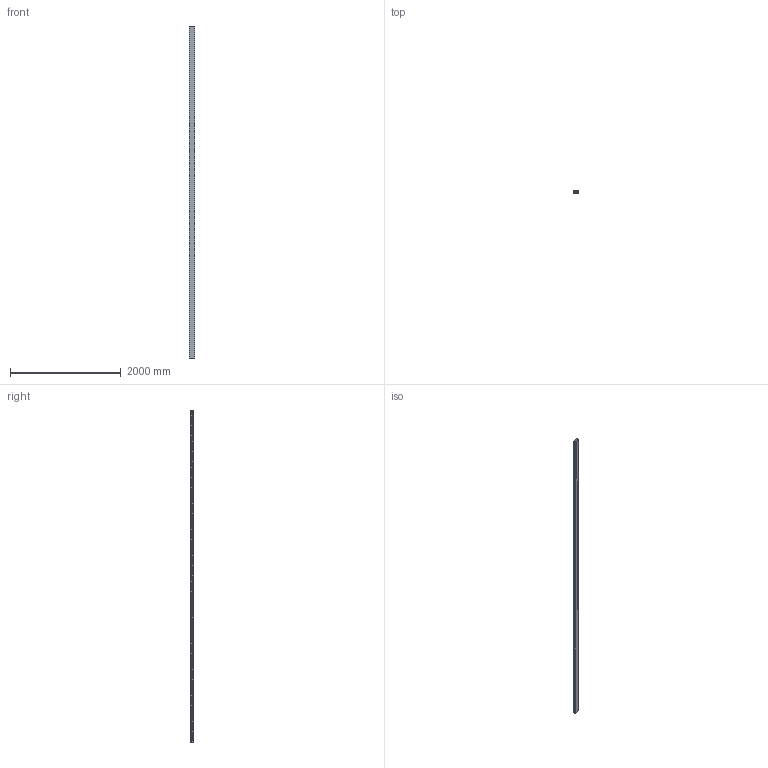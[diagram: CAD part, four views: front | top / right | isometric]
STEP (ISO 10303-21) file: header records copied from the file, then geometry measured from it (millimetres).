
FILE_DESCRIPTION (( 'STEP AP203' ), '1' );
FILE_NAME ('118-E-10.step', '2021-12-22T10:27:35', ( '' ), ( '' ), 'SwSTEP 2.0', 'SolidWorks 2018', '' );
FILE_SCHEMA (( 'CONFIG_CONTROL_DESIGN' ));
Products named in the file (2): 118-E-10
Bounding box: 100 x 40 x 6000 mm (x, y, z)
Volume: 4705017 mm3; surface area: 3158609.8 mm2
Topology: 1 solids, 1 shells, 1408 faces, 2954 edges, 2768 vertices
Faces by surface type: torus 1202, plane 124, bspline 74, cylinder 8
Entity records: 123281 total; most frequent: CARTESIAN_POINT 95622, ORIENTED_EDGE 5908, DIRECTION 3102, EDGE_CURVE 2954, VERTEX_POINT 2768, EDGE_LOOP 2630, B_SPLINE_CURVE_WITH_KNOTS 2548, ADVANCED_FACE 1408
